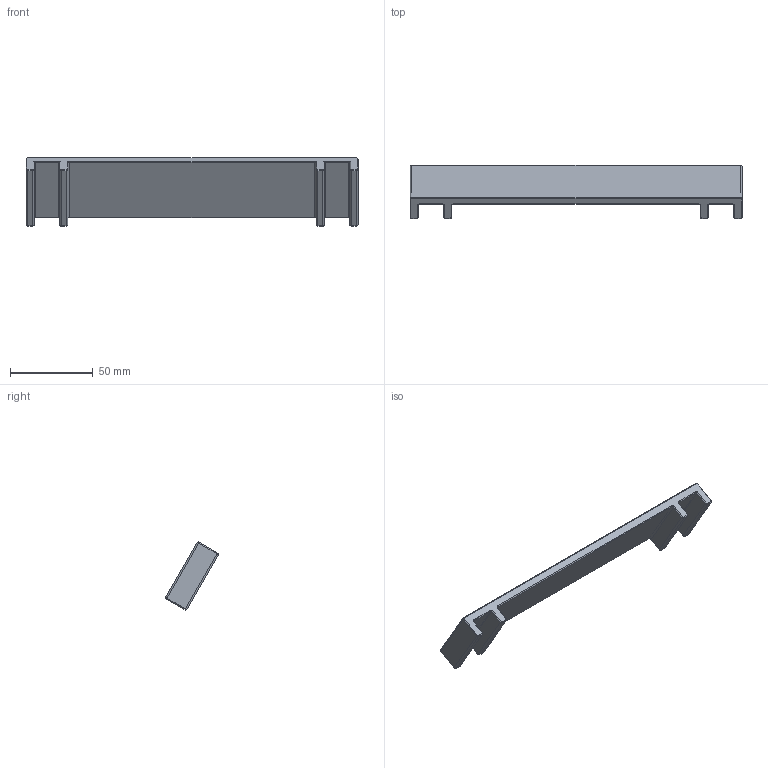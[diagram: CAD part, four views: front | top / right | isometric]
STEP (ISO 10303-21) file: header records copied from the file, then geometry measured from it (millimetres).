
FILE_DESCRIPTION (( 'STEP AP203' ), '1' );
FILE_NAME ('stand_connector.STEP', '2022-03-20T02:05:45', ( '' ), ( '' ), 'SwSTEP 2.0', 'SolidWorks 2021', '' );
FILE_SCHEMA (( 'CONFIG_CONTROL_DESIGN' ));
Length unit declared in the file: millimetre
Products named in the file (1): stand_connector
Bounding box: 200.5 x 32.19 x 41.12 mm (x, y, z)
Volume: 47198.3 mm3; surface area: 21225.9 mm2
Topology: 1 solids, 1 shells, 98 faces, 224 edges, 128 vertices
Faces by surface type: plane 50, cone 32, cylinder 16
Entity records: 2757 total; most frequent: DIRECTION 486, CARTESIAN_POINT 451, ORIENTED_EDGE 448, EDGE_CURVE 224, AXIS2_PLACEMENT_3D 163, VECTOR 160, LINE 160, VERTEX_POINT 128
